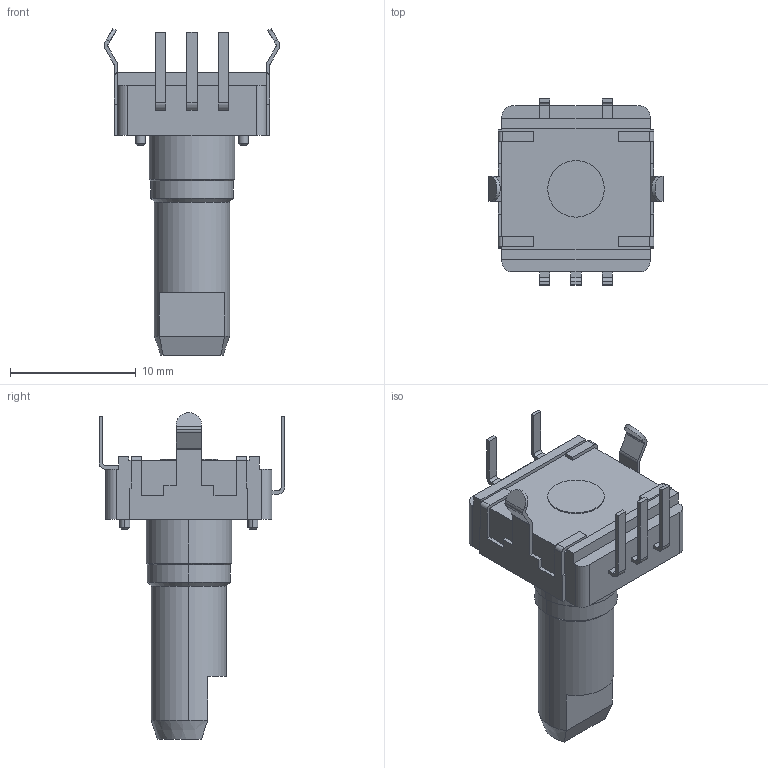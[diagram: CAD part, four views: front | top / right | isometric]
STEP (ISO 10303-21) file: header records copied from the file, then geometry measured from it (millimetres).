
FILE_DESCRIPTION(('STEP AP203'),'1');
FILE_NAME('2-1879314-2.stp','2019-03-22T00:19:57',('TraceParts'),('TraceParts S.A.'),'Spatial InterOp 3D',' ',' ');
FILE_SCHEMA(('CONFIG_CONTROL_DESIGN'));
Length unit declared in the file: millimetre
Products named in the file (1): 1
Bounding box: 14 x 14.8 x 26 mm (x, y, z)
Volume: 1253.6 mm3; surface area: 1015.1 mm2
Topology: 1 solids, 1 shells, 188 faces, 505 edges, 328 vertices
Faces by surface type: plane 118, cylinder 48, cone 22
Entity records: 5896 total; most frequent: CARTESIAN_POINT 1032, ORIENTED_EDGE 1010, DIRECTION 1006, EDGE_CURVE 505, LINE 378, VECTOR 378, VERTEX_POINT 328, AXIS2_PLACEMENT_3D 314
